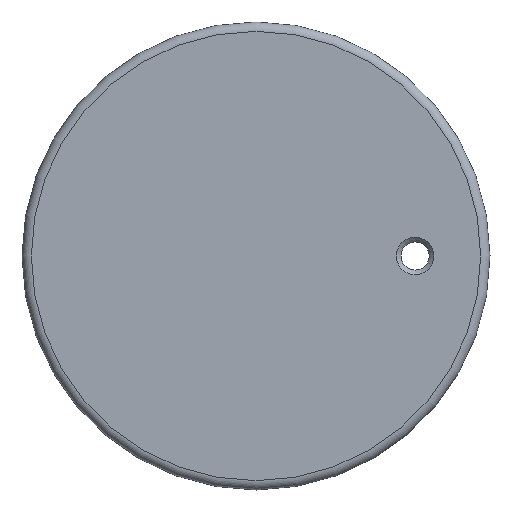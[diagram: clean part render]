
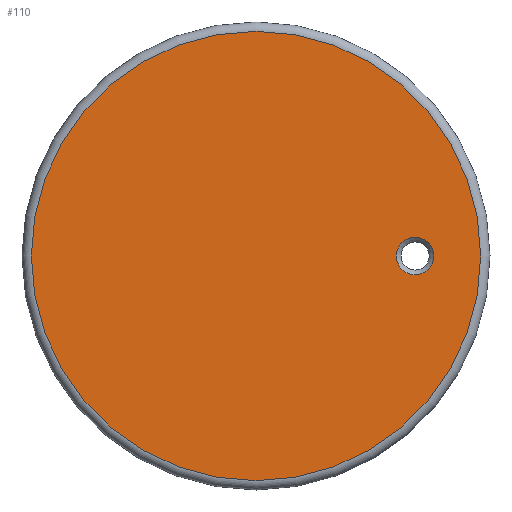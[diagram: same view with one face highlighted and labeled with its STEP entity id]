
A CAD part, left-side view. The second image highlights one B-rep face of the part: STEP entity #110.
In plain terms, the highlighted planar face has unit normal (-1, 0, 0).
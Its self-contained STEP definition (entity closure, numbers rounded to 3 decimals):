
#110=ADVANCED_FACE('',(#135,#128),#125,.T.);
#125=PLANE('',#268);
#128=FACE_OUTER_BOUND('',#160,.T.);
#135=FACE_BOUND('',#159,.T.);
#159=EDGE_LOOP('',(#189));
#160=EDGE_LOOP('',(#190));
#189=ORIENTED_EDGE('',*,*,#235,.T.);
#190=ORIENTED_EDGE('',*,*,#236,.F.);
#219=VERTEX_POINT('',#360);
#220=VERTEX_POINT('',#362);
#235=EDGE_CURVE('',#219,#219,#250,.T.);
#236=EDGE_CURVE('',#220,#220,#251,.T.);
#250=CIRCLE('',#266,2.);
#251=CIRCLE('',#267,24.);
#266=AXIS2_PLACEMENT_3D('',#359,#298,#299);
#267=AXIS2_PLACEMENT_3D('',#361,#300,#301);
#268=AXIS2_PLACEMENT_3D('',#363,#302,#303);
#298=DIRECTION('',(1.,0.,0.));
#299=DIRECTION('',(0.,0.,1.));
#300=DIRECTION('',(1.,0.,0.));
#301=DIRECTION('',(0.,0.,-1.));
#302=DIRECTION('',(-1.,0.,0.));
#303=DIRECTION('',(0.,0.,1.));
#359=CARTESIAN_POINT('',(152.,53.,0.));
#360=CARTESIAN_POINT('',(152.,53.,2.));
#361=CARTESIAN_POINT('',(152.,70.,0.));
#362=CARTESIAN_POINT('',(152.,70.,-24.));
#363=CARTESIAN_POINT('',(152.,94.,0.));
